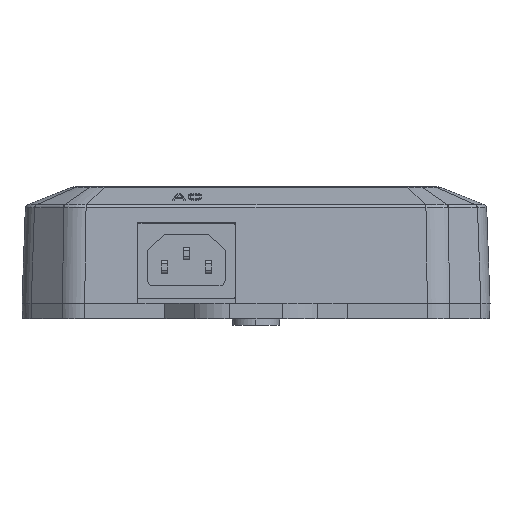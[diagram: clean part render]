
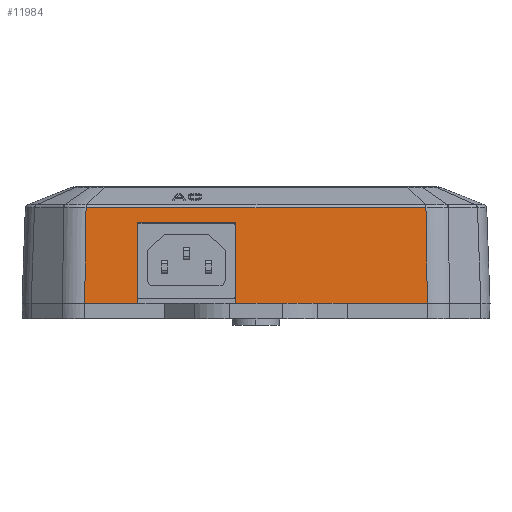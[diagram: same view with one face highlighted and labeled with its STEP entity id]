
A CAD part, left-side view. The second image highlights one B-rep face of the part: STEP entity #11984.
In plain terms, the highlighted planar face has unit normal (-0.999, 0, 0.035).
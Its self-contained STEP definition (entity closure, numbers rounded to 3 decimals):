
#1270=DIRECTION('',(-0.035,0.,-0.999));
#1271=VECTOR('',#1270,25.766);
#1272=CARTESIAN_POINT('',(-125.393,35.55,11.65));
#1273=LINE('',#1272,#1271);
#1422=DIRECTION('',(0.,1.,0.));
#1423=VECTOR('',#1422,31.3);
#1424=CARTESIAN_POINT('',(-125.393,4.25,11.65));
#1425=LINE('',#1424,#1423);
#1466=DIRECTION('',(0.,-1.,0.));
#1467=VECTOR('',#1466,16.746);
#1468=CARTESIAN_POINT('',(-126.292,52.296,-14.1));
#1469=LINE('',#1468,#1467);
#1470=DIRECTION('',(-0.035,0.014,-0.999));
#1471=VECTOR('',#1470,30.366);
#1472=CARTESIAN_POINT('',(-125.232,51.857,16.244));
#1473=LINE('',#1472,#1471);
#1474=DIRECTION('',(0.035,0.014,0.999));
#1475=VECTOR('',#1474,30.365);
#1476=CARTESIAN_POINT('',(-126.292,-56.496,-14.1));
#1477=LINE('',#1476,#1475);
#1478=DIRECTION('',(0.,-1.,0.));
#1479=VECTOR('',#1478,60.746);
#1480=CARTESIAN_POINT('',(-126.292,4.25,-14.1));
#1481=LINE('',#1480,#1479);
#1486=CARTESIAN_POINT('',(-126.292,52.296,-14.1));
#1791=DIRECTION('',(0.,-1.,0.));
#1792=VECTOR('',#1791,107.418);
#1793=CARTESIAN_POINT('',(-125.232,51.609,16.245));
#1794=LINE('',#1793,#1792);
#1804=CARTESIAN_POINT('',(-126.046,51.607,
-7.123));
#1805=DIRECTION('',(0.999,0.,-0.035));
#1806=DIRECTION('',(0.035,0.011,0.999));
#1807=AXIS2_PLACEMENT_3D('',#1804,#1805,#1806);
#1893=CARTESIAN_POINT('',(-126.042,-55.808,
-7.));
#1894=DIRECTION('',(0.999,0.,-0.035));
#1895=DIRECTION('',(0.035,0.,0.999));
#1896=AXIS2_PLACEMENT_3D('',#1893,#1894,#1895);
#2178=DIRECTION('',(0.035,0.,0.999));
#2179=VECTOR('',#2178,25.766);
#2180=CARTESIAN_POINT('',(-126.292,4.25,-14.1));
#2181=LINE('',#2180,#2179);
#5030=CARTESIAN_POINT('',(-126.292,-56.496,-14.1));
#9096=VERTEX_POINT('',#1486);
#9097=CARTESIAN_POINT('',(-126.292,35.55,-14.1));
#9098=VERTEX_POINT('',#9097);
#9103=CARTESIAN_POINT('',(-125.393,35.55,11.65));
#9104=VERTEX_POINT('',#9103);
#9205=CARTESIAN_POINT('',(-125.393,4.25,11.65));
#9206=VERTEX_POINT('',#9205);
#9217=CARTESIAN_POINT('',(-126.292,4.25,-14.1));
#9218=VERTEX_POINT('',#9217);
#9450=VERTEX_POINT('',#5030);
#9451=CARTESIAN_POINT('',(-125.232,-56.057,
16.244));
#9452=VERTEX_POINT('',#9451);
#9453=CARTESIAN_POINT('',(-125.232,-55.809,
16.245));
#9454=VERTEX_POINT('',#9453);
#9455=CARTESIAN_POINT('',(-125.232,51.609,16.245));
#9456=VERTEX_POINT('',#9455);
#9457=CARTESIAN_POINT('',(-125.232,51.857,16.244));
#9458=VERTEX_POINT('',#9457);
#11960=CARTESIAN_POINT('',(-125.222,-56.496,
16.549));
#11961=DIRECTION('',(-0.999,0.,0.035));
#11962=DIRECTION('',(0.035,0.,0.999));
#11963=AXIS2_PLACEMENT_3D('',#11960,#11961,#11962);
#11964=PLANE('',#11963);
#11965=ORIENTED_EDGE('',*,*,#11928,.T.);
#11966=ORIENTED_EDGE('',*,*,#11683,.T.);
#11967=ORIENTED_EDGE('',*,*,#11658,.F.);
#11969=ORIENTED_EDGE('',*,*,#11968,.F.);
#11971=ORIENTED_EDGE('',*,*,#11970,.T.);
#11973=ORIENTED_EDGE('',*,*,#11972,.T.);
#11975=ORIENTED_EDGE('',*,*,#11974,.T.);
#11977=ORIENTED_EDGE('',*,*,#11976,.F.);
#11979=ORIENTED_EDGE('',*,*,#11978,.F.);
#11981=ORIENTED_EDGE('',*,*,#11980,.T.);
#11982=EDGE_LOOP('',(#11965,#11966,#11967,#11969,#11971,#11973,#11975,#11977,
#11979,#11981));
#11983=FACE_OUTER_BOUND('',#11982,.F.);
#11984=ADVANCED_FACE('',(#11983),#11964,.T.);
#1808=CIRCLE('',#1807,23.382);
#1897=CIRCLE('',#1896,23.259);
#11658=EDGE_CURVE('',#9096,#9098,#1469,.T.);
#11683=EDGE_CURVE('',#9104,#9098,#1273,.T.);
#11928=EDGE_CURVE('',#9206,#9104,#1425,.T.);
#11968=EDGE_CURVE('',#9458,#9096,#1473,.T.);
#11970=EDGE_CURVE('',#9458,#9456,#1808,.T.);
#11972=EDGE_CURVE('',#9456,#9454,#1794,.T.);
#11974=EDGE_CURVE('',#9454,#9452,#1897,.T.);
#11976=EDGE_CURVE('',#9450,#9452,#1477,.T.);
#11978=EDGE_CURVE('',#9218,#9450,#1481,.T.);
#11980=EDGE_CURVE('',#9218,#9206,#2181,.T.);
